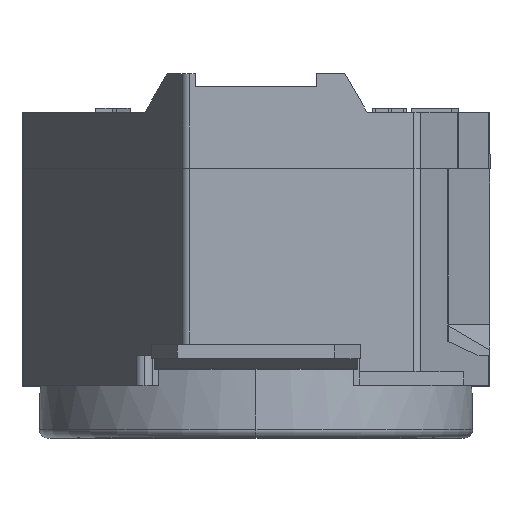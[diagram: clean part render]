
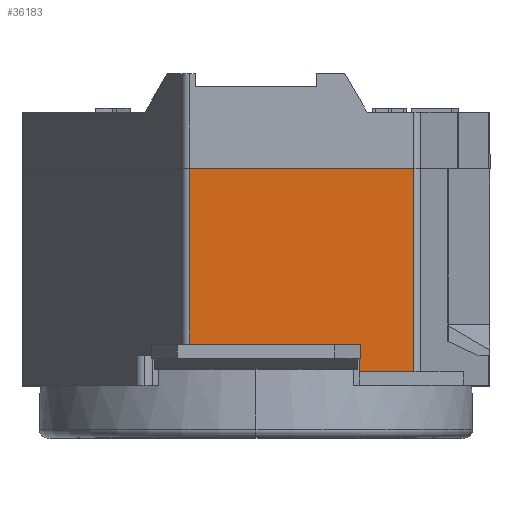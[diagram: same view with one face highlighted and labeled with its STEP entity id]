
A CAD part, top view. The second image highlights one B-rep face of the part: STEP entity #36183.
In plain terms, the highlighted planar face has unit normal (0, 0, 1).
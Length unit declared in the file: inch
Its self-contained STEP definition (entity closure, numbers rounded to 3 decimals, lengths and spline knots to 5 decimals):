
#2301 = EDGE_CURVE ( 'NONE', #6077, #19957, #23434, .T. ) ;
#3720 = PLANE ( 'NONE',  #9705 ) ;
#4499 = LINE ( 'NONE', #29356, #24345 ) ;
#4579 = CARTESIAN_POINT ( 'NONE',  ( 0.5671, -0.782, 1.3355 ) ) ;
#4619 = CARTESIAN_POINT ( 'NONE',  ( -0.258, 0., 1.3355 ) ) ;
#4877 = ORIENTED_EDGE ( 'NONE', *, *, #14692, .T. ) ;
#5427 = VERTEX_POINT ( 'NONE', #21050 ) ;
#5709 = VECTOR ( 'NONE', #19892, 39.37008 ) ;
#6077 = VERTEX_POINT ( 'NONE', #32249 ) ;
#6240 = LINE ( 'NONE', #21739, #15598 ) ;
#9561 = ORIENTED_EDGE ( 'NONE', *, *, #25010, .T. ) ;
#9705 = AXIS2_PLACEMENT_3D ( 'NONE', #10404, #20940, #10277 ) ;
#10277 = DIRECTION ( 'NONE',  ( 1., 0., 0. ) ) ;
#10404 = CARTESIAN_POINT ( 'NONE',  ( -0.258, -0.782, 1.3355 ) ) ;
#13194 = CARTESIAN_POINT ( 'NONE',  ( 0.3725, -0.732, 1.3355 ) ) ;
#13845 = DIRECTION ( 'NONE',  ( 0., -1., 0. ) ) ;
#14415 = EDGE_CURVE ( 'NONE', #6077, #25515, #42128, .T. ) ;
#14692 = EDGE_CURVE ( 'NONE', #41331, #5427, #4499, .T. ) ;
#15478 = EDGE_CURVE ( 'NONE', #28506, #5427, #6240, .T. ) ;
#15598 = VECTOR ( 'NONE', #25478, 39.37008 ) ;
#15946 = LINE ( 'NONE', #4619, #40446 ) ;
#15949 = EDGE_LOOP ( 'NONE', ( #35965, #42466, #35126, #4877, #25489, #9561 ) ) ;
#18727 = CARTESIAN_POINT ( 'NONE',  ( -0.23937, 0., 1.3355 ) ) ;
#19745 = LINE ( 'NONE', #36887, #27011 ) ;
#19892 = DIRECTION ( 'NONE',  ( -1., 0., 0. ) ) ;
#19957 = VERTEX_POINT ( 'NONE', #29747 ) ;
#20940 = DIRECTION ( 'NONE',  ( 0., 0., 1. ) ) ;
#21050 = CARTESIAN_POINT ( 'NONE',  ( -0.23937, -0.673, 1.3355 ) ) ;
#21093 = DIRECTION ( 'NONE',  ( 0., 1., 0. ) ) ;
#21739 = CARTESIAN_POINT ( 'NONE',  ( -0.258, -0.673, 1.3355 ) ) ;
#23434 = LINE ( 'NONE', #13194, #5709 ) ;
#24345 = VECTOR ( 'NONE', #32748, 39.37008 ) ;
#24893 = CARTESIAN_POINT ( 'NONE',  ( 0.5671, 0., 1.3355 ) ) ;
#25010 = EDGE_CURVE ( 'NONE', #28506, #19957, #19745, .T. ) ;
#25478 = DIRECTION ( 'NONE',  ( -1., 0., 0. ) ) ;
#25489 = ORIENTED_EDGE ( 'NONE', *, *, #15478, .F. ) ;
#25515 = VERTEX_POINT ( 'NONE', #24893 ) ;
#26236 = FACE_OUTER_BOUND ( 'NONE', #15949, .T. ) ;
#27011 = VECTOR ( 'NONE', #13845, 39.37008 ) ;
#28506 = VERTEX_POINT ( 'NONE', #30135 ) ;
#29356 = CARTESIAN_POINT ( 'NONE',  ( -0.23937, -0.782, 1.3355 ) ) ;
#29747 = CARTESIAN_POINT ( 'NONE',  ( 0.3725, -0.732, 1.3355 ) ) ;
#30135 = CARTESIAN_POINT ( 'NONE',  ( 0.3725, -0.673, 1.3355 ) ) ;
#32249 = CARTESIAN_POINT ( 'NONE',  ( 0.5671, -0.732, 1.3355 ) ) ;
#32748 = DIRECTION ( 'NONE',  ( 0., -1., 0. ) ) ;
#35126 = ORIENTED_EDGE ( 'NONE', *, *, #35142, .F. ) ;
#35142 = EDGE_CURVE ( 'NONE', #41331, #25515, #15946, .T. ) ;
#35965 = ORIENTED_EDGE ( 'NONE', *, *, #2301, .F. ) ;
#36183 = ADVANCED_FACE ( 'NONE', ( #26236 ), #3720, .T. ) ;
#36887 = CARTESIAN_POINT ( 'NONE',  ( 0.3725, -0.673, 1.3355 ) ) ;
#40446 = VECTOR ( 'NONE', #41788, 39.37008 ) ;
#41331 = VERTEX_POINT ( 'NONE', #18727 ) ;
#41788 = DIRECTION ( 'NONE',  ( 1., 0., 0. ) ) ;
#42128 = LINE ( 'NONE', #4579, #42683 ) ;
#42466 = ORIENTED_EDGE ( 'NONE', *, *, #14415, .T. ) ;
#42683 = VECTOR ( 'NONE', #21093, 39.37008 ) ;
